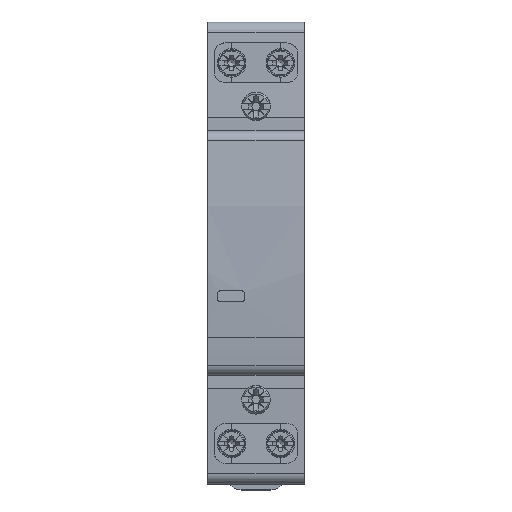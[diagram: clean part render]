
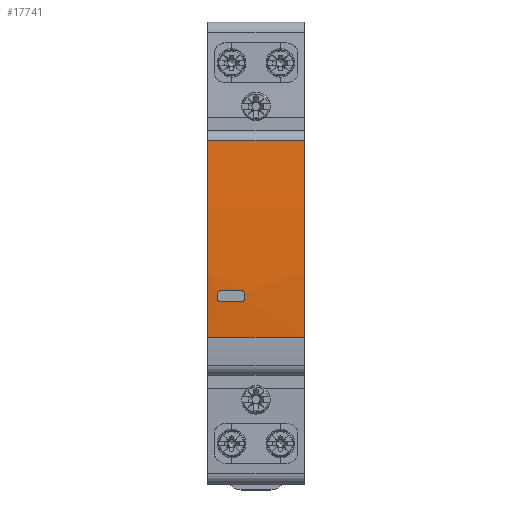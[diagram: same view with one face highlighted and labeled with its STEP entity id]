
A CAD part, top view. The second image highlights one B-rep face of the part: STEP entity #17741.
In plain terms, the highlighted cylindrical face has radius 200 mm (diameter 400 mm), a partial arc.
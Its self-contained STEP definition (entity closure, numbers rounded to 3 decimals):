
#96=B_SPLINE_CURVE_WITH_KNOTS('',3,(#24505,#24506,#24507,#24508),
 .UNSPECIFIED.,.F.,.F.,(4,4),(0.,0.001),.UNSPECIFIED.);
#97=B_SPLINE_CURVE_WITH_KNOTS('',3,(#24513,#24514,#24515,#24516),
 .UNSPECIFIED.,.F.,.F.,(4,4),(0.,0.001),.UNSPECIFIED.);
#98=B_SPLINE_CURVE_WITH_KNOTS('',3,(#24520,#24521,#24522,#24523),
 .UNSPECIFIED.,.F.,.F.,(4,4),(0.,0.001),.UNSPECIFIED.);
#99=B_SPLINE_CURVE_WITH_KNOTS('',3,(#24527,#24528,#24529,#24530),
 .UNSPECIFIED.,.F.,.F.,(4,4),(0.,0.001),
 .UNSPECIFIED.);
#182=CYLINDRICAL_SURFACE('',#18546,200.);
#367=CIRCLE('',#18547,200.);
#368=CIRCLE('',#18548,200.);
#369=CIRCLE('',#18549,200.);
#370=CIRCLE('',#18550,200.);
#1498=ORIENTED_EDGE('',*,*,#5242,.T.);
#1499=ORIENTED_EDGE('',*,*,#5243,.T.);
#1500=ORIENTED_EDGE('',*,*,#5244,.T.);
#1501=ORIENTED_EDGE('',*,*,#5245,.T.);
#1502=ORIENTED_EDGE('',*,*,#5246,.T.);
#1503=ORIENTED_EDGE('',*,*,#5247,.T.);
#1504=ORIENTED_EDGE('',*,*,#5248,.T.);
#1505=ORIENTED_EDGE('',*,*,#5249,.T.);
#1506=ORIENTED_EDGE('',*,*,#5250,.T.);
#1507=ORIENTED_EDGE('',*,*,#5251,.F.);
#1508=ORIENTED_EDGE('',*,*,#5252,.F.);
#1509=ORIENTED_EDGE('',*,*,#5239,.T.);
#5239=EDGE_CURVE('',#7055,#7054,#8454,.T.);
#5242=EDGE_CURVE('',#7057,#7058,#96,.T.);
#5243=EDGE_CURVE('',#7058,#7059,#367,.T.);
#5244=EDGE_CURVE('',#7059,#7060,#97,.T.);
#5245=EDGE_CURVE('',#7060,#7061,#8456,.F.);
#5246=EDGE_CURVE('',#7061,#7062,#98,.T.);
#5247=EDGE_CURVE('',#7062,#7063,#368,.T.);
#5248=EDGE_CURVE('',#7063,#7064,#99,.T.);
#5249=EDGE_CURVE('',#7064,#7057,#8457,.T.);
#5250=EDGE_CURVE('',#7054,#7065,#369,.T.);
#5251=EDGE_CURVE('',#7066,#7065,#8458,.T.);
#5252=EDGE_CURVE('',#7055,#7066,#370,.T.);
#7054=VERTEX_POINT('',#24498);
#7055=VERTEX_POINT('',#24500);
#7057=VERTEX_POINT('',#24509);
#7058=VERTEX_POINT('',#24510);
#7059=VERTEX_POINT('',#24512);
#7060=VERTEX_POINT('',#24517);
#7061=VERTEX_POINT('',#24519);
#7062=VERTEX_POINT('',#24524);
#7063=VERTEX_POINT('',#24526);
#7064=VERTEX_POINT('',#24531);
#7065=VERTEX_POINT('',#24534);
#7066=VERTEX_POINT('',#24536);
#8454=LINE('',#24499,#9997);
#8456=LINE('',#24518,#9999);
#8457=LINE('',#24532,#10000);
#8458=LINE('',#24535,#10001);
#9997=VECTOR('',#20426,1000.);
#9999=VECTOR('',#20434,1000.);
#10000=VECTOR('',#20437,1000.);
#10001=VECTOR('',#20440,1000.);
#11093=EDGE_LOOP('',(#1498,#1499,#1500,#1501,#1502,#1503,#1504,#1505));
#11094=EDGE_LOOP('',(#1506,#1507,#1508,#1509));
#11897=FACE_BOUND('',#11093,.T.);
#11898=FACE_BOUND('',#11094,.T.);
#17741=ADVANCED_FACE('',(#11897,#11898),#182,.T.);
#18546=AXIS2_PLACEMENT_3D('',#24504,#20430,#20431);
#18547=AXIS2_PLACEMENT_3D('',#24511,#20432,#20433);
#18548=AXIS2_PLACEMENT_3D('',#24525,#20435,#20436);
#18549=AXIS2_PLACEMENT_3D('',#24533,#20438,#20439);
#18550=AXIS2_PLACEMENT_3D('',#24537,#20441,#20442);
#20426=DIRECTION('',(-1.,0.,0.));
#20430=DIRECTION('',(-1.,0.,0.));
#20431=DIRECTION('',(0.,0.,1.));
#20432=DIRECTION('',(-1.,0.,0.));
#20433=DIRECTION('',(0.,0.,1.));
#20434=DIRECTION('',(-1.,0.,0.));
#20435=DIRECTION('',(1.,0.,0.));
#20436=DIRECTION('',(0.,0.,-1.));
#20437=DIRECTION('',(-1.,0.,0.));
#20438=DIRECTION('',(1.,0.,0.));
#20439=DIRECTION('',(0.,0.,-1.));
#20440=DIRECTION('',(-1.,0.,0.));
#20441=DIRECTION('',(1.,0.,0.));
#20442=DIRECTION('',(0.,0.,-1.));
#24498=CARTESIAN_POINT('',(-8.9,20.707,63.725));
#24499=CARTESIAN_POINT('',(8.9,20.707,63.725));
#24500=CARTESIAN_POINT('',(8.9,20.707,63.725));
#24504=CARTESIAN_POINT('',(8.9,0.,-135.2));
#24505=CARTESIAN_POINT('',(-6.6,-9.,64.597));
#24506=CARTESIAN_POINT('',(-6.864,-9.,64.597));
#24507=CARTESIAN_POINT('',(-7.1,-8.764,64.608));
#24508=CARTESIAN_POINT('',(-7.1,-8.5,64.619));
#24509=CARTESIAN_POINT('',(-6.6,-9.,64.597));
#24510=CARTESIAN_POINT('',(-7.1,-8.5,64.619));
#24511=CARTESIAN_POINT('',(-7.1,0.,-135.2));
#24512=CARTESIAN_POINT('',(-7.1,-7.5,64.659));
#24513=CARTESIAN_POINT('',(-7.1,-7.5,64.659));
#24514=CARTESIAN_POINT('',(-7.1,-7.236,64.669));
#24515=CARTESIAN_POINT('',(-6.864,-7.,64.677));
#24516=CARTESIAN_POINT('',(-6.6,-7.,64.677));
#24517=CARTESIAN_POINT('',(-6.6,-7.,64.677));
#24518=CARTESIAN_POINT('',(8.9,-7.,64.677));
#24519=CARTESIAN_POINT('',(-2.6,-7.,64.677));
#24520=CARTESIAN_POINT('',(-2.6,-7.,64.677));
#24521=CARTESIAN_POINT('',(-2.336,-7.,64.677));
#24522=CARTESIAN_POINT('',(-2.1,-7.236,64.669));
#24523=CARTESIAN_POINT('',(-2.1,-7.5,64.659));
#24524=CARTESIAN_POINT('',(-2.1,-7.5,64.659));
#24525=CARTESIAN_POINT('',(-2.1,0.,-135.2));
#24526=CARTESIAN_POINT('',(-2.1,-8.5,64.619));
#24527=CARTESIAN_POINT('',(-2.1,-8.5,64.619));
#24528=CARTESIAN_POINT('',(-2.1,-8.764,64.608));
#24529=CARTESIAN_POINT('',(-2.336,-9.,64.597));
#24530=CARTESIAN_POINT('',(-2.6,-9.,64.597));
#24531=CARTESIAN_POINT('',(-2.6,-9.,64.597));
#24532=CARTESIAN_POINT('',(8.9,-9.,64.597));
#24533=CARTESIAN_POINT('',(-8.9,0.,-135.2));
#24534=CARTESIAN_POINT('',(-8.9,-15.5,64.198));
#24535=CARTESIAN_POINT('',(8.9,-15.5,64.198));
#24536=CARTESIAN_POINT('',(8.9,-15.5,64.198));
#24537=CARTESIAN_POINT('',(8.9,0.,-135.2));
